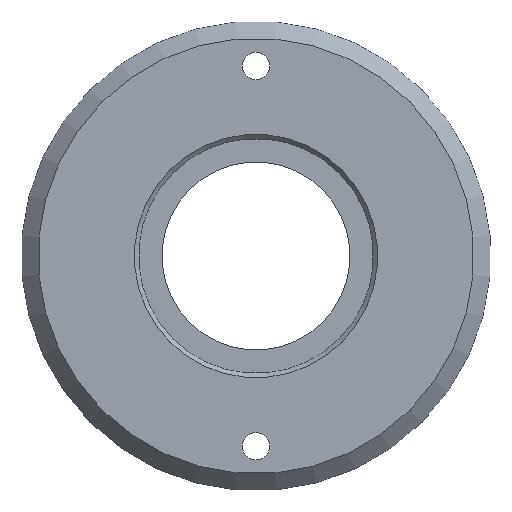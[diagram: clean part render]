
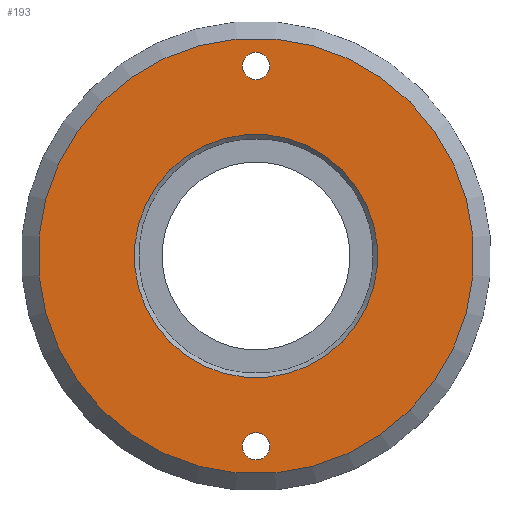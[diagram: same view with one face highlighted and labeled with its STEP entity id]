
A CAD part, front view. The second image highlights one B-rep face of the part: STEP entity #193.
In plain terms, the highlighted planar face has unit normal (0, -1, 0).
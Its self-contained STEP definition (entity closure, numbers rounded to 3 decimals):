
#25=FACE_BOUND('',#61,.T.);
#26=FACE_BOUND('',#62,.T.);
#27=FACE_BOUND('',#63,.T.);
#31=PLANE('',#234);
#43=FACE_OUTER_BOUND('',#60,.T.);
#60=EDGE_LOOP('',(#175));
#61=EDGE_LOOP('',(#176));
#62=EDGE_LOOP('',(#177));
#63=EDGE_LOOP('',(#178));
#90=CIRCLE('',#224,14.25);
#91=CIRCLE('',#226,1.6);
#92=CIRCLE('',#228,1.6);
#93=CIRCLE('',#231,25.5);
#105=VERTEX_POINT('',#328);
#106=VERTEX_POINT('',#332);
#107=VERTEX_POINT('',#336);
#108=VERTEX_POINT('',#342);
#122=EDGE_CURVE('',#105,#105,#90,.T.);
#125=EDGE_CURVE('',#106,#106,#91,.T.);
#127=EDGE_CURVE('',#107,#107,#92,.T.);
#129=EDGE_CURVE('',#108,#108,#93,.T.);
#175=ORIENTED_EDGE('',*,*,#129,.T.);
#176=ORIENTED_EDGE('',*,*,#125,.T.);
#177=ORIENTED_EDGE('',*,*,#127,.T.);
#178=ORIENTED_EDGE('',*,*,#122,.F.);
#193=ADVANCED_FACE('',(#43,#25,#26,#27),#31,.T.);
#224=AXIS2_PLACEMENT_3D('',#329,#271,#272);
#226=AXIS2_PLACEMENT_3D('',#334,#277,#278);
#228=AXIS2_PLACEMENT_3D('',#338,#282,#283);
#231=AXIS2_PLACEMENT_3D('',#343,#289,#290);
#234=AXIS2_PLACEMENT_3D('',#349,#297,#298);
#271=DIRECTION('center_axis',(0.,-1.,0.));
#272=DIRECTION('ref_axis',(0.819,0.,0.574));
#277=DIRECTION('center_axis',(0.,1.,0.));
#278=DIRECTION('ref_axis',(1.,0.,0.));
#282=DIRECTION('center_axis',(0.,1.,0.));
#283=DIRECTION('ref_axis',(1.,0.,0.));
#289=DIRECTION('center_axis',(0.,-1.,0.));
#290=DIRECTION('ref_axis',(0.819,0.,0.574));
#297=DIRECTION('center_axis',(0.,-1.,0.));
#298=DIRECTION('ref_axis',(0.819,0.,0.574));
#328=CARTESIAN_POINT('',(-11.673,2.85,-8.173));
#329=CARTESIAN_POINT('Origin',(0.,2.85,0.));
#332=CARTESIAN_POINT('',(-1.6,2.85,22.231));
#334=CARTESIAN_POINT('Origin',(0.,2.85,22.231));
#336=CARTESIAN_POINT('',(-1.6,2.85,-22.278));
#338=CARTESIAN_POINT('Origin',(0.,2.85,-22.278));
#342=CARTESIAN_POINT('',(-20.888,2.85,-14.626));
#343=CARTESIAN_POINT('Origin',(0.,2.85,0.));
#349=CARTESIAN_POINT('Origin',(0.,2.85,0.));
